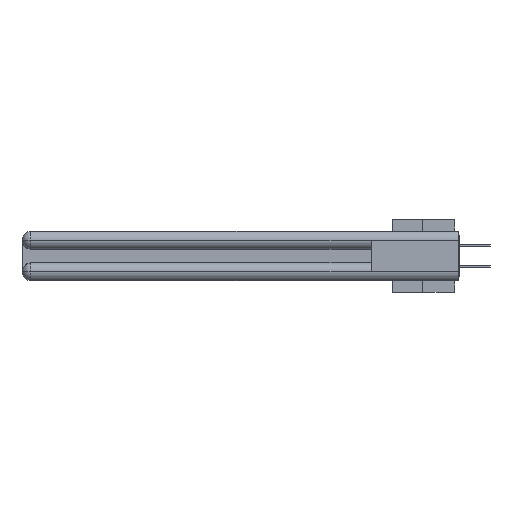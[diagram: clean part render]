
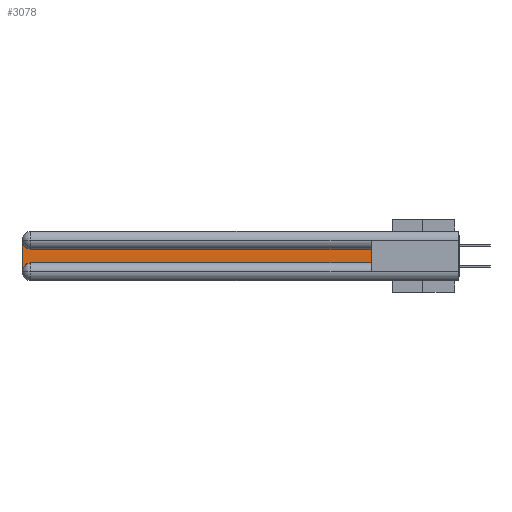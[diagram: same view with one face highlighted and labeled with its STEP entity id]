
A CAD part, left-side view. The second image highlights one B-rep face of the part: STEP entity #3078.
In plain terms, the highlighted planar face has unit normal (-1, 0, 0).
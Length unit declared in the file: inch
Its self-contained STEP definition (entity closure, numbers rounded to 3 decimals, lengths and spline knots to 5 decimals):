
#504 = EDGE_CURVE ( 'NONE', #31173, #16839, #28239, .T. ) ;
#1253 = LINE ( 'NONE', #36847, #20125 ) ;
#2563 = DIRECTION ( 'NONE',  ( 0., 0., -1. ) ) ;
#2807 = ORIENTED_EDGE ( 'NONE', *, *, #36269, .T. ) ;
#3078 = ADVANCED_FACE ( 'NONE', ( #47010 ), #10513, .F. ) ;
#3498 = CIRCLE ( 'NONE', #4537, 0.06 ) ;
#3855 = CARTESIAN_POINT ( 'NONE',  ( 0.075, 0.6, -0.1225 ) ) ;
#4537 = AXIS2_PLACEMENT_3D ( 'NONE', #26752, #31088, #15536 ) ;
#5948 = VECTOR ( 'NONE', #8046, 39.37008 ) ;
#8046 = DIRECTION ( 'NONE',  ( 0., 0., 1. ) ) ;
#8695 = CARTESIAN_POINT ( 'NONE',  ( 0.075, 0.6, -0.2175 ) ) ;
#8876 = DIRECTION ( 'NONE',  ( 1., 0., 0. ) ) ;
#8929 = LINE ( 'NONE', #47239, #36631 ) ;
#9379 = LINE ( 'NONE', #3855, #9965 ) ;
#9965 = VECTOR ( 'NONE', #26983, 39.37008 ) ;
#10513 = PLANE ( 'NONE',  #40976 ) ;
#10917 = ORIENTED_EDGE ( 'NONE', *, *, #504, .T. ) ;
#11649 = CARTESIAN_POINT ( 'NONE',  ( 0.075, 0.6, -0.1225 ) ) ;
#11656 = ORIENTED_EDGE ( 'NONE', *, *, #18225, .T. ) ;
#14393 = EDGE_CURVE ( 'NONE', #22401, #22377, #15996, .T. ) ;
#14750 = AXIS2_PLACEMENT_3D ( 'NONE', #35471, #8876, #27695 ) ;
#14821 = CARTESIAN_POINT ( 'NONE',  ( 0.075, 2.94, -0.2175 ) ) ;
#15536 = DIRECTION ( 'NONE',  ( 0., 0., -1. ) ) ;
#15996 = LINE ( 'NONE', #8695, #5948 ) ;
#16839 = VERTEX_POINT ( 'NONE', #14821 ) ;
#17914 = DIRECTION ( 'NONE',  ( 1., 0., 0. ) ) ;
#17979 = DIRECTION ( 'NONE',  ( 0., -1., 0. ) ) ;
#18225 = EDGE_CURVE ( 'NONE', #16839, #22401, #1253, .T. ) ;
#18324 = ORIENTED_EDGE ( 'NONE', *, *, #23665, .T. ) ;
#20033 = CARTESIAN_POINT ( 'NONE',  ( 0.075, 3., -0.0625 ) ) ;
#20079 = EDGE_CURVE ( 'NONE', #22377, #44776, #9379, .T. ) ;
#20125 = VECTOR ( 'NONE', #17979, 39.37008 ) ;
#20415 = EDGE_LOOP ( 'NONE', ( #28484, #18324, #2807, #10917, #11656, #39919 ) ) ;
#22377 = VERTEX_POINT ( 'NONE', #11649 ) ;
#22401 = VERTEX_POINT ( 'NONE', #46641 ) ;
#23665 = EDGE_CURVE ( 'NONE', #44776, #34009, #3498, .T. ) ;
#26752 = CARTESIAN_POINT ( 'NONE',  ( 0.075, 2.94, -0.0625 ) ) ;
#26983 = DIRECTION ( 'NONE',  ( 0., 1., 0. ) ) ;
#27695 = DIRECTION ( 'NONE',  ( 0., 0., -1. ) ) ;
#28239 = CIRCLE ( 'NONE', #14750, 0.06 ) ;
#28484 = ORIENTED_EDGE ( 'NONE', *, *, #20079, .T. ) ;
#30971 = CARTESIAN_POINT ( 'NONE',  ( 0.075, 2.94, -0.1225 ) ) ;
#31088 = DIRECTION ( 'NONE',  ( 1., 0., 0. ) ) ;
#31173 = VERTEX_POINT ( 'NONE', #34262 ) ;
#34009 = VERTEX_POINT ( 'NONE', #20033 ) ;
#34262 = CARTESIAN_POINT ( 'NONE',  ( 0.075, 3., -0.2775 ) ) ;
#35471 = CARTESIAN_POINT ( 'NONE',  ( 0.075, 2.94, -0.2775 ) ) ;
#36269 = EDGE_CURVE ( 'NONE', #34009, #31173, #8929, .T. ) ;
#36602 = CARTESIAN_POINT ( 'NONE',  ( 0.075, 3., -0.1225 ) ) ;
#36631 = VECTOR ( 'NONE', #2563, 39.37008 ) ;
#36847 = CARTESIAN_POINT ( 'NONE',  ( 0.075, 0.6, -0.2175 ) ) ;
#39919 = ORIENTED_EDGE ( 'NONE', *, *, #14393, .T. ) ;
#40976 = AXIS2_PLACEMENT_3D ( 'NONE', #36602, #17914, #44190 ) ;
#44190 = DIRECTION ( 'NONE',  ( 0., 0., -1. ) ) ;
#44776 = VERTEX_POINT ( 'NONE', #30971 ) ;
#46641 = CARTESIAN_POINT ( 'NONE',  ( 0.075, 0.6, -0.2175 ) ) ;
#47010 = FACE_OUTER_BOUND ( 'NONE', #20415, .T. ) ;
#47239 = CARTESIAN_POINT ( 'NONE',  ( 0.075, 3., -0.2175 ) ) ;
